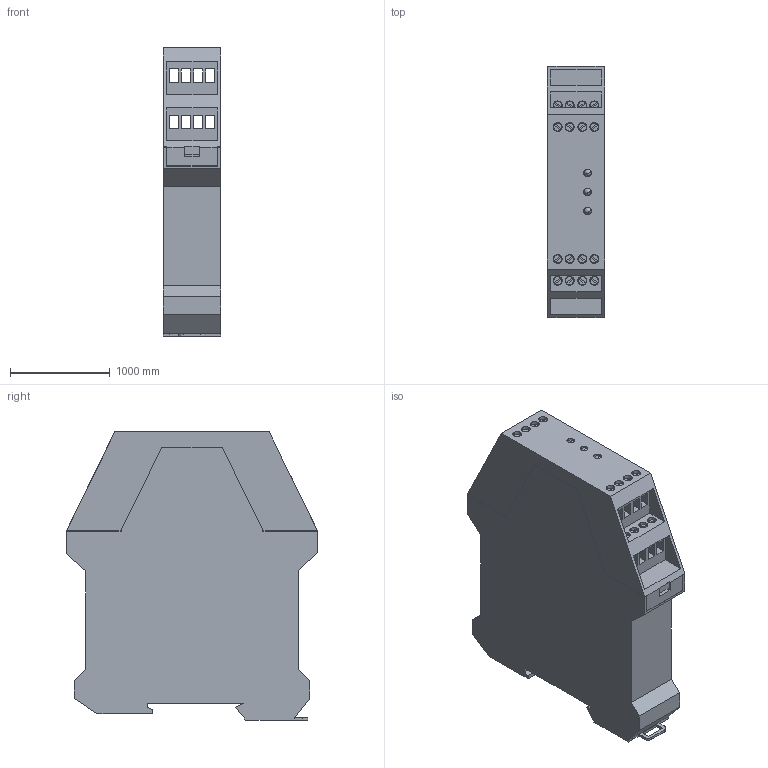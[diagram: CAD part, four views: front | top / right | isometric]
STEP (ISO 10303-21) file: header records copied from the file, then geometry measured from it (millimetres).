
FILE_DESCRIPTION((''),'2;1');
FILE_NAME('AD_SR1_ASM','2011-04-22T',('dandrea'),('REER'),'PRO/ENGINEER BY PARAMETRIC TECHNOLOGY CORPORATION, 2010180','PRO/ENGINEER BY PARAMETRIC TECHNOLOGY CORPORATION, 2010180','');
FILE_SCHEMA(('CONFIG_CONTROL_DESIGN'));
Length unit declared in the file: inch
Products named in the file (23): BODY_21; BODY_20; BODY_19; BODY_18; BODY_17; BODY_16; BODY_15; BODY_14; BODY_13; BODY_12; BODY_11; BODY_10; BODY_9; BODY_8; BODY_7; BODY_6; BODY_5; BODY_4; BODY_3; BODY_2; BODY_1; BODY_0; AD_SR1_ASM
Assembly tree (22 placements, depth 2):
  AD_SR1_ASM
    BODY_21
    BODY_20
    BODY_19
    BODY_18
    BODY_17
    BODY_16
    BODY_15
    BODY_14
    BODY_13
    BODY_12
    BODY_11
    BODY_10
    BODY_9
    BODY_8
    BODY_7
    BODY_6
    BODY_5
    BODY_4
    BODY_3
    BODY_2
    BODY_1
    BODY_0
Bounding box: 571.5 x 2514.6 x 2886.84 mm (x, y, z)
Volume: 986634919.1 mm3; surface area: 36725845.2 mm2
Topology: 22 solids, 22 shells, 401 faces, 1130 edges, 752 vertices
Faces by surface type: plane 317, cylinder 78, sphere 6
Entity records: 13621 total; most frequent: CARTESIAN_POINT 2370, DIRECTION 2267, ORIENTED_EDGE 2248, EDGE_CURVE 1124, VECTOR 841, LINE 841, VERTEX_POINT 752, AXIS2_PLACEMENT_3D 713
